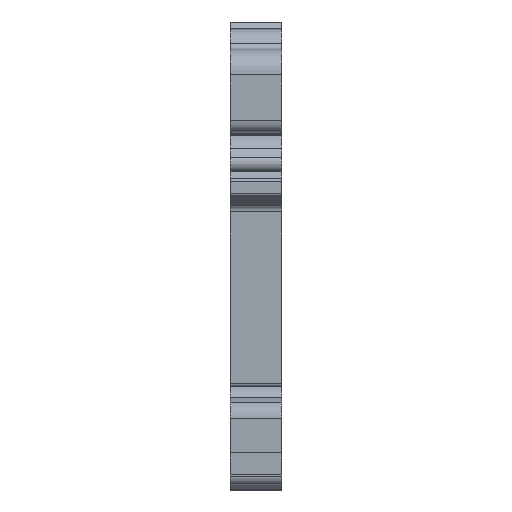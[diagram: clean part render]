
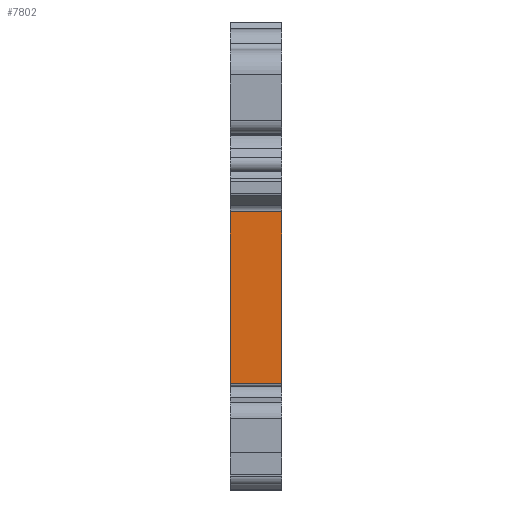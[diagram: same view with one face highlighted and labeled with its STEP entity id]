
A CAD part, front view. The second image highlights one B-rep face of the part: STEP entity #7802.
In plain terms, the highlighted face is planar.
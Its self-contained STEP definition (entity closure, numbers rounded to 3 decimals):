
#131 = DIRECTION ( 'NONE',  ( 1., 0., 0. ) ) ;
#210 = DIRECTION ( 'NONE',  ( 0., 1., 0. ) ) ;
#472 = LINE ( 'NONE', #3875, #5251 ) ;
#536 = VERTEX_POINT ( 'NONE', #2342 ) ;
#1342 = CARTESIAN_POINT ( 'NONE',  ( 0., -31.827, -0.857 ) ) ;
#1416 = VERTEX_POINT ( 'NONE', #4096 ) ;
#2303 = LINE ( 'NONE', #2805, #6083 ) ;
#2342 = CARTESIAN_POINT ( 'NONE',  ( 6., -11.714, -0.857 ) ) ;
#2500 = PLANE ( 'NONE',  #6507 ) ;
#2772 = DIRECTION ( 'NONE',  ( 1., 0., 0. ) ) ;
#2805 = CARTESIAN_POINT ( 'NONE',  ( 6., -39.517, -0.857 ) ) ;
#2946 = ORIENTED_EDGE ( 'NONE', *, *, #8260, .T. ) ;
#3623 = CARTESIAN_POINT ( 'NONE',  ( 0., -11.714, -0.857 ) ) ;
#3875 = CARTESIAN_POINT ( 'NONE',  ( 0., -39.517, -0.857 ) ) ;
#4096 = CARTESIAN_POINT ( 'NONE',  ( 6., -31.827, -0.857 ) ) ;
#4213 = VECTOR ( 'NONE', #2772, 1000. ) ;
#4380 = CARTESIAN_POINT ( 'NONE',  ( 0., -11.714, -0.857 ) ) ;
#4962 = LINE ( 'NONE', #3623, #7267 ) ;
#5251 = VECTOR ( 'NONE', #8997, 1000. ) ;
#5414 = ORIENTED_EDGE ( 'NONE', *, *, #8501, .T. ) ;
#5646 = VERTEX_POINT ( 'NONE', #4380 ) ;
#5728 = FACE_OUTER_BOUND ( 'NONE', #8620, .T. ) ;
#5761 = EDGE_CURVE ( 'NONE', #5646, #5971, #472, .T. ) ;
#5919 = EDGE_CURVE ( 'NONE', #5971, #1416, #7798, .T. ) ;
#5971 = VERTEX_POINT ( 'NONE', #7981 ) ;
#5992 = CARTESIAN_POINT ( 'NONE',  ( 0., -39.517, -0.857 ) ) ;
#6083 = VECTOR ( 'NONE', #7046, 1000. ) ;
#6501 = DIRECTION ( 'NONE',  ( 0., 0., 1. ) ) ;
#6507 = AXIS2_PLACEMENT_3D ( 'NONE', #5992, #6501, #210 ) ;
#7040 = ORIENTED_EDGE ( 'NONE', *, *, #5761, .F. ) ;
#7046 = DIRECTION ( 'NONE',  ( 0., -1., 0. ) ) ;
#7267 = VECTOR ( 'NONE', #131, 1000. ) ;
#7798 = LINE ( 'NONE', #1342, #4213 ) ;
#7802 = ADVANCED_FACE ( 'NONE', ( #5728 ), #2500, .F. ) ;
#7819 = ORIENTED_EDGE ( 'NONE', *, *, #5919, .F. ) ;
#7981 = CARTESIAN_POINT ( 'NONE',  ( 0., -31.827, -0.857 ) ) ;
#8260 = EDGE_CURVE ( 'NONE', #5646, #536, #4962, .T. ) ;
#8501 = EDGE_CURVE ( 'NONE', #536, #1416, #2303, .T. ) ;
#8620 = EDGE_LOOP ( 'NONE', ( #5414, #7819, #7040, #2946 ) ) ;
#8997 = DIRECTION ( 'NONE',  ( 0., -1., 0. ) ) ;
